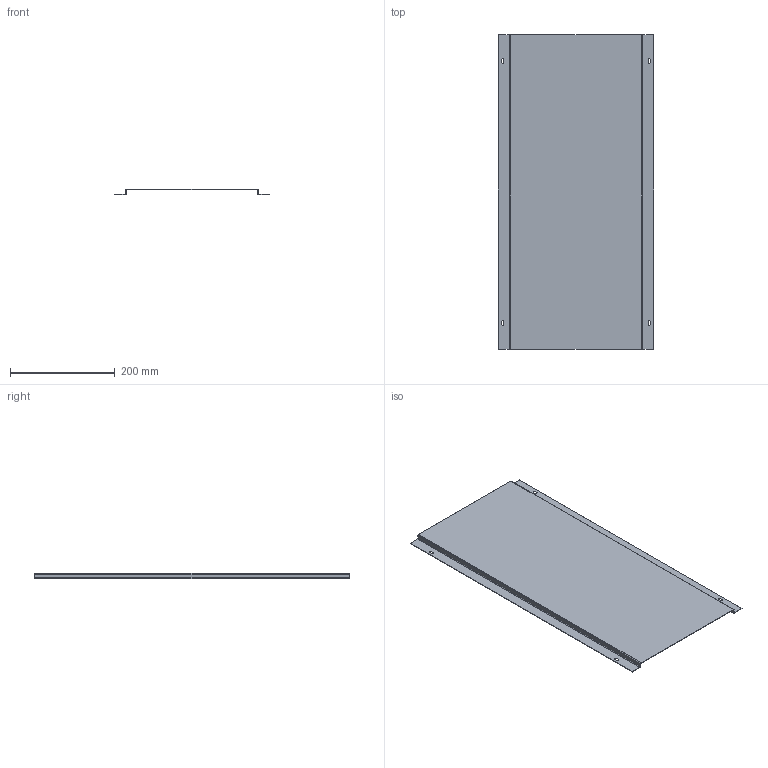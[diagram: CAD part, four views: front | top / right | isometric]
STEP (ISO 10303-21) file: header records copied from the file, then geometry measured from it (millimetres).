
FILE_DESCRIPTION (( 'STEP AP203' ), '1' );
FILE_NAME ('Êðûøêà äëÿ êîðîáà âåðõíåãî äëÿ ÊÝÒ ÊÑÑ (600õ300õ10) EKF Basic.STEP', '2021-08-13T12:59:59', ( '' ), ( '' ), 'SwSTEP 2.0', 'SolidWorks 2021', '' );
FILE_SCHEMA (( 'CONFIG_CONTROL_DESIGN' ));
Length unit declared in the file: millimetre
Products named in the file (1): Êðûøêà äëÿ êîðîáà âåðõíåãî äëÿ ÊÝÒ ÊÑÑ (600õ300õ10) EKF Basic
Bounding box: 296 x 600 x 10 mm (x, y, z)
Volume: 186716.3 mm3; surface area: 375342.3 mm2
Topology: 1 solids, 1 shells, 54 faces, 124 edges, 72 vertices
Faces by surface type: plane 38, cylinder 16
Entity records: 1577 total; most frequent: DIRECTION 266, CARTESIAN_POINT 251, ORIENTED_EDGE 248, EDGE_CURVE 124, LINE 92, VECTOR 92, AXIS2_PLACEMENT_3D 87, VERTEX_POINT 72
